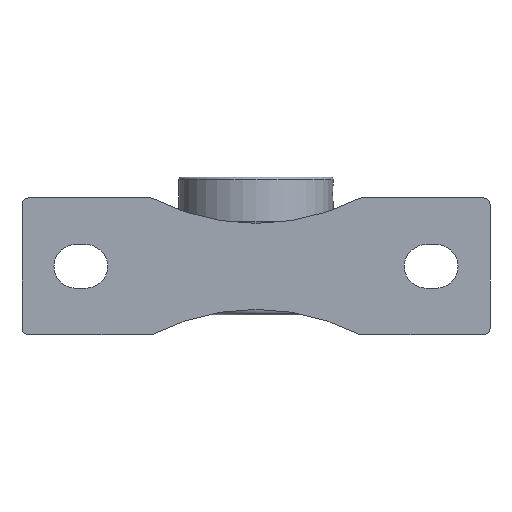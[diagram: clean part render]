
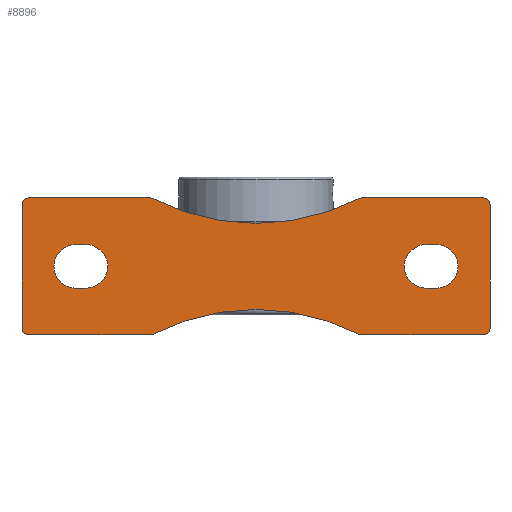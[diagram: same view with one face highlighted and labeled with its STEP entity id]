
A CAD part, front view. The second image highlights one B-rep face of the part: STEP entity #8896.
In plain terms, the highlighted face is planar.
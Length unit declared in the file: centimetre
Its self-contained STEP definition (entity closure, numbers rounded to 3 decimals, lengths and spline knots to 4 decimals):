
#8121=CARTESIAN_POINT('',(-2.675,-4.1315,0.));
#8122=VERTEX_POINT('',#8121);
#8129=CARTESIAN_POINT('',(-2.675,-8.896,0.));
#8130=VERTEX_POINT('',#8129);
#8131=CARTESIAN_POINT('',(-2.675,-12354.15,0.));
#8132=DIRECTION('',(0.,1.,0.));
#8133=VECTOR('',#8132,24690.);
#8134=LINE('',#8131,#8133);
#8135=EDGE_CURVE('',#8130,#8122,#8134,.T.);
#8274=CARTESIAN_POINT('',(2.421,9.15,0.));
#8275=VERTEX_POINT('',#8274);
#8282=CARTESIAN_POINT('',(-2.421,9.15,0.));
#8283=VERTEX_POINT('',#8282);
#8284=CARTESIAN_POINT('',(-12345.,9.15,0.));
#8285=DIRECTION('',(1.,0.,-0.));
#8286=VECTOR('',#8285,24690.);
#8287=LINE('',#8284,#8286);
#8288=EDGE_CURVE('',#8283,#8275,#8287,.T.);
#8305=CARTESIAN_POINT('',(2.675,8.896,0.));
#8306=VERTEX_POINT('',#8305);
#8313=CARTESIAN_POINT('',(2.421,8.896,0.));
#8314=DIRECTION('',(0.,-0.,1.));
#8315=DIRECTION('',(0.707,0.707,0.));
#8316=AXIS2_PLACEMENT_3D('',#8313,#8314,#8315);
#8317=CIRCLE('',#8316,0.254);
#8318=EDGE_CURVE('',#8306,#8275,#8317,.T.);
#8340=CARTESIAN_POINT('',(2.675,4.1315,0.));
#8341=VERTEX_POINT('',#8340);
#8348=CARTESIAN_POINT('',(2.675,12354.15,0.));
#8349=DIRECTION('',(0.,-1.,0.));
#8350=VECTOR('',#8349,24690.);
#8351=LINE('',#8348,#8350);
#8352=EDGE_CURVE('',#8306,#8341,#8351,.T.);
#8678=CARTESIAN_POINT('',(2.421,-9.15,0.));
#8679=VERTEX_POINT('',#8678);
#8686=CARTESIAN_POINT('',(2.675,-8.896,0.));
#8687=VERTEX_POINT('',#8686);
#8688=CARTESIAN_POINT('',(2.421,-8.896,0.));
#8689=DIRECTION('',(0.,0.,1.));
#8690=DIRECTION('',(0.707,-0.707,0.));
#8691=AXIS2_PLACEMENT_3D('',#8688,#8689,#8690);
#8692=CIRCLE('',#8691,0.254);
#8693=EDGE_CURVE('',#8679,#8687,#8692,.T.);
#8704=CARTESIAN_POINT('',(1.1911,-4.7628,0.));
#8705=DIRECTION('',(0.,0.,1.));
#8706=DIRECTION('',(1.,0.,0.));
#8707=AXIS2_PLACEMENT_3D('',#8704,#8705,#8706);
#8708=PLANE('',#8707);
#8709=ORIENTED_EDGE('',*,*,#8318,.F.);
#8710=ORIENTED_EDGE('',*,*,#8352,.T.);
#8711=CARTESIAN_POINT('',(2.6473,4.0161,0.));
#8712=VERTEX_POINT('',#8711);
#8713=CARTESIAN_POINT('',(2.421,4.1315,0.));
#8714=DIRECTION('',(0.,0.,1.));
#8715=DIRECTION('',(0.972,-0.234,0.));
#8716=AXIS2_PLACEMENT_3D('',#8713,#8714,#8715);
#8717=CIRCLE('',#8716,0.254);
#8718=EDGE_CURVE('',#8712,#8341,#8717,.T.);
#8719=ORIENTED_EDGE('',*,*,#8718,.F.);
#8720=CARTESIAN_POINT('',(1.6828,0.,0.));
#8721=VERTEX_POINT('',#8720);
#8722=CARTESIAN_POINT('',(10.526,0.,0.));
#8723=DIRECTION('',(0.,0.,1.));
#8724=DIRECTION('',(1.,0.,-0.));
#8725=AXIS2_PLACEMENT_3D('',#8722,#8723,#8724);
#8726=CIRCLE('',#8725,8.8433);
#8727=EDGE_CURVE('',#8712,#8721,#8726,.T.);
#8728=ORIENTED_EDGE('',*,*,#8727,.T.);
#8729=CARTESIAN_POINT('',(2.6473,-4.0161,0.));
#8730=VERTEX_POINT('',#8729);
#8731=CARTESIAN_POINT('',(10.526,0.,0.));
#8732=DIRECTION('',(0.,0.,1.));
#8733=DIRECTION('',(1.,0.,-0.));
#8734=AXIS2_PLACEMENT_3D('',#8731,#8732,#8733);
#8735=CIRCLE('',#8734,8.8433);
#8736=EDGE_CURVE('',#8721,#8730,#8735,.T.);
#8737=ORIENTED_EDGE('',*,*,#8736,.T.);
#8738=CARTESIAN_POINT('',(2.675,-4.1315,0.));
#8739=VERTEX_POINT('',#8738);
#8740=CARTESIAN_POINT('',(2.421,-4.1315,0.));
#8741=DIRECTION('',(0.,-0.,1.));
#8742=DIRECTION('',(0.972,0.234,0.));
#8743=AXIS2_PLACEMENT_3D('',#8740,#8741,#8742);
#8744=CIRCLE('',#8743,0.254);
#8745=EDGE_CURVE('',#8739,#8730,#8744,.T.);
#8746=ORIENTED_EDGE('',*,*,#8745,.F.);
#8747=CARTESIAN_POINT('',(2.675,-12354.15,0.));
#8748=DIRECTION('',(0.,1.,0.));
#8749=VECTOR('',#8748,24690.);
#8750=LINE('',#8747,#8749);
#8751=EDGE_CURVE('',#8687,#8739,#8750,.T.);
#8752=ORIENTED_EDGE('',*,*,#8751,.F.);
#8753=ORIENTED_EDGE('',*,*,#8693,.F.);
#8754=CARTESIAN_POINT('',(-2.421,-9.15,0.));
#8755=VERTEX_POINT('',#8754);
#8756=CARTESIAN_POINT('',(-12345.,-9.15,0.));
#8757=DIRECTION('',(1.,0.,-0.));
#8758=VECTOR('',#8757,24690.);
#8759=LINE('',#8756,#8758);
#8760=EDGE_CURVE('',#8755,#8679,#8759,.T.);
#8761=ORIENTED_EDGE('',*,*,#8760,.F.);
#8762=CARTESIAN_POINT('',(-2.421,-8.896,0.));
#8763=DIRECTION('',(0.,0.,1.));
#8764=DIRECTION('',(-0.707,-0.707,0.));
#8765=AXIS2_PLACEMENT_3D('',#8762,#8763,#8764);
#8766=CIRCLE('',#8765,0.254);
#8767=EDGE_CURVE('',#8130,#8755,#8766,.T.);
#8768=ORIENTED_EDGE('',*,*,#8767,.F.);
#8769=ORIENTED_EDGE('',*,*,#8135,.T.);
#8770=CARTESIAN_POINT('',(-2.6473,-4.0161,0.));
#8771=VERTEX_POINT('',#8770);
#8772=CARTESIAN_POINT('',(-2.421,-4.1315,0.));
#8773=DIRECTION('',(0.,0.,1.));
#8774=DIRECTION('',(-0.972,0.234,0.));
#8775=AXIS2_PLACEMENT_3D('',#8772,#8773,#8774);
#8776=CIRCLE('',#8775,0.254);
#8777=EDGE_CURVE('',#8771,#8122,#8776,.T.);
#8778=ORIENTED_EDGE('',*,*,#8777,.F.);
#8779=CARTESIAN_POINT('',(-1.6828,-0.,0.));
#8780=VERTEX_POINT('',#8779);
#8781=CARTESIAN_POINT('',(-10.526,0.,0.));
#8782=DIRECTION('',(0.,0.,-1.));
#8783=DIRECTION('',(-1.,0.,0.));
#8784=AXIS2_PLACEMENT_3D('',#8781,#8782,#8783);
#8785=CIRCLE('',#8784,8.8433);
#8786=EDGE_CURVE('',#8780,#8771,#8785,.T.);
#8787=ORIENTED_EDGE('',*,*,#8786,.F.);
#8788=CARTESIAN_POINT('',(-2.6473,4.0161,0.));
#8789=VERTEX_POINT('',#8788);
#8790=CARTESIAN_POINT('',(-10.526,0.,0.));
#8791=DIRECTION('',(0.,0.,-1.));
#8792=DIRECTION('',(-1.,0.,0.));
#8793=AXIS2_PLACEMENT_3D('',#8790,#8791,#8792);
#8794=CIRCLE('',#8793,8.8433);
#8795=EDGE_CURVE('',#8789,#8780,#8794,.T.);
#8796=ORIENTED_EDGE('',*,*,#8795,.F.);
#8797=CARTESIAN_POINT('',(-2.675,4.1315,0.));
#8798=VERTEX_POINT('',#8797);
#8799=CARTESIAN_POINT('',(-2.421,4.1315,0.));
#8800=DIRECTION('',(0.,0.,1.));
#8801=DIRECTION('',(-0.972,-0.234,0.));
#8802=AXIS2_PLACEMENT_3D('',#8799,#8800,#8801);
#8803=CIRCLE('',#8802,0.254);
#8804=EDGE_CURVE('',#8798,#8789,#8803,.T.);
#8805=ORIENTED_EDGE('',*,*,#8804,.F.);
#8806=CARTESIAN_POINT('',(-2.675,8.896,0.));
#8807=VERTEX_POINT('',#8806);
#8808=CARTESIAN_POINT('',(-2.675,12354.15,0.));
#8809=DIRECTION('',(0.,-1.,0.));
#8810=VECTOR('',#8809,24690.);
#8811=LINE('',#8808,#8810);
#8812=EDGE_CURVE('',#8807,#8798,#8811,.T.);
#8813=ORIENTED_EDGE('',*,*,#8812,.F.);
#8814=CARTESIAN_POINT('',(-2.421,8.896,0.));
#8815=DIRECTION('',(0.,0.,1.));
#8816=DIRECTION('',(-0.707,0.707,0.));
#8817=AXIS2_PLACEMENT_3D('',#8814,#8815,#8816);
#8818=CIRCLE('',#8817,0.254);
#8819=EDGE_CURVE('',#8283,#8807,#8818,.T.);
#8820=ORIENTED_EDGE('',*,*,#8819,.F.);
#8821=ORIENTED_EDGE('',*,*,#8288,.T.);
#8822=EDGE_LOOP('',(#8709,#8710,#8719,#8728,#8737,#8746,#8752,#8753,#8761,#8768,#8769,#8778,#8787,#8796,#8805,#8813,#8820,#8821));
#8823=FACE_BOUND('',#8822,.T.);
#8824=CARTESIAN_POINT('',(0.85,7.05,0.));
#8825=VERTEX_POINT('',#8824);
#8826=CARTESIAN_POINT('',(-0.85,7.05,0.));
#8827=VERTEX_POINT('',#8826);
#8828=CARTESIAN_POINT('',(0.,7.05,0.));
#8829=DIRECTION('',(0.,0.,1.));
#8830=DIRECTION('',(-1.,0.,0.));
#8831=AXIS2_PLACEMENT_3D('',#8828,#8829,#8830);
#8832=CIRCLE('',#8831,0.85);
#8833=EDGE_CURVE('',#8825,#8827,#8832,.T.);
#8834=ORIENTED_EDGE('',*,*,#8833,.T.);
#8835=CARTESIAN_POINT('',(-0.85,6.65,0.));
#8836=VERTEX_POINT('',#8835);
#8837=CARTESIAN_POINT('',(-0.85,12346.0436,0.));
#8838=DIRECTION('',(0.,-1.,0.));
#8839=VECTOR('',#8838,24690.);
#8840=LINE('',#8837,#8839);
#8841=EDGE_CURVE('',#8827,#8836,#8840,.T.);
#8842=ORIENTED_EDGE('',*,*,#8841,.T.);
#8843=CARTESIAN_POINT('',(0.85,6.65,0.));
#8844=VERTEX_POINT('',#8843);
#8845=CARTESIAN_POINT('',(0.,6.65,0.));
#8846=DIRECTION('',(0.,0.,1.));
#8847=DIRECTION('',(-1.,0.,0.));
#8848=AXIS2_PLACEMENT_3D('',#8845,#8846,#8847);
#8849=CIRCLE('',#8848,0.85);
#8850=EDGE_CURVE('',#8836,#8844,#8849,.T.);
#8851=ORIENTED_EDGE('',*,*,#8850,.T.);
#8852=CARTESIAN_POINT('',(0.85,-12343.9564,0.));
#8853=DIRECTION('',(0.,1.,-0.));
#8854=VECTOR('',#8853,24690.);
#8855=LINE('',#8852,#8854);
#8856=EDGE_CURVE('',#8844,#8825,#8855,.T.);
#8857=ORIENTED_EDGE('',*,*,#8856,.T.);
#8858=EDGE_LOOP('',(#8834,#8842,#8851,#8857));
#8859=FACE_BOUND('',#8858,.T.);
#8860=CARTESIAN_POINT('',(0.85,-6.65,0.));
#8861=VERTEX_POINT('',#8860);
#8862=CARTESIAN_POINT('',(-0.85,-6.65,0.));
#8863=VERTEX_POINT('',#8862);
#8864=CARTESIAN_POINT('',(-0.,-6.65,0.));
#8865=DIRECTION('',(0.,0.,1.));
#8866=DIRECTION('',(1.,0.,-0.));
#8867=AXIS2_PLACEMENT_3D('',#8864,#8865,#8866);
#8868=CIRCLE('',#8867,0.85);
#8869=EDGE_CURVE('',#8861,#8863,#8868,.T.);
#8870=ORIENTED_EDGE('',*,*,#8869,.T.);
#8871=CARTESIAN_POINT('',(-0.85,-7.05,0.));
#8872=VERTEX_POINT('',#8871);
#8873=CARTESIAN_POINT('',(-0.85,12339.1936,0.));
#8874=DIRECTION('',(-0.,-1.,0.));
#8875=VECTOR('',#8874,24690.);
#8876=LINE('',#8873,#8875);
#8877=EDGE_CURVE('',#8863,#8872,#8876,.T.);
#8878=ORIENTED_EDGE('',*,*,#8877,.T.);
#8879=CARTESIAN_POINT('',(0.85,-7.05,0.));
#8880=VERTEX_POINT('',#8879);
#8881=CARTESIAN_POINT('',(0.,-7.05,0.));
#8882=DIRECTION('',(0.,0.,1.));
#8883=DIRECTION('',(-1.,0.,0.));
#8884=AXIS2_PLACEMENT_3D('',#8881,#8882,#8883);
#8885=CIRCLE('',#8884,0.85);
#8886=EDGE_CURVE('',#8872,#8880,#8885,.T.);
#8887=ORIENTED_EDGE('',*,*,#8886,.T.);
#8888=CARTESIAN_POINT('',(0.85,-12350.8064,0.));
#8889=DIRECTION('',(-0.,1.,0.));
#8890=VECTOR('',#8889,24690.);
#8891=LINE('',#8888,#8890);
#8892=EDGE_CURVE('',#8880,#8861,#8891,.T.);
#8893=ORIENTED_EDGE('',*,*,#8892,.T.);
#8894=EDGE_LOOP('',(#8870,#8878,#8887,#8893));
#8895=FACE_BOUND('',#8894,.T.);
#8896=ADVANCED_FACE('',(#8823,#8859,#8895),#8708,.F.);
